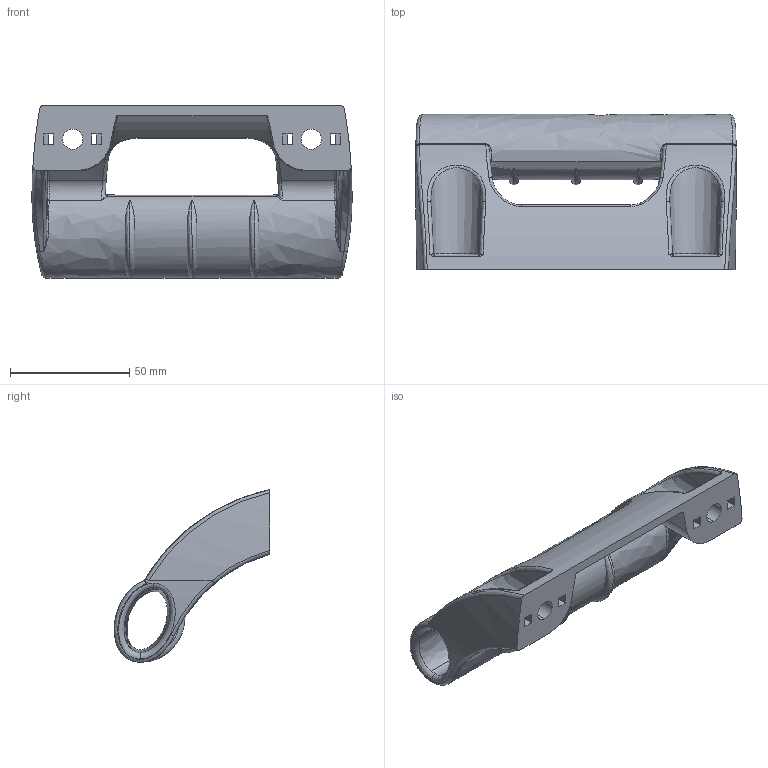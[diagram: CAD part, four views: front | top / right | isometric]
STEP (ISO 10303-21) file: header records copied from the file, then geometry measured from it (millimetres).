
FILE_DESCRIPTION (( 'STEP AP214' ), '1' );
FILE_NAME ('1.61.26135.STEP', '2024-10-09T17:09:57', ( '' ), ( '' ), 'SwSTEP 2.0', 'SolidWorks 2024', '' );
FILE_SCHEMA (( 'AUTOMOTIVE_DESIGN' ));
Length unit declared in the file: millimetre
Products named in the file (1): 1.61.26135
Bounding box: 134 x 65.18 x 72.21 mm (x, y, z)
Volume: 94384.3 mm3; surface area: 41909.7 mm2
Topology: 1 solids, 1 shells, 169 faces, 440 edges, 262 vertices
Faces by surface type: bspline 87, plane 41, cylinder 37, cone 2, torus 2
Entity records: 12662 total; most frequent: CARTESIAN_POINT 9284, ORIENTED_EDGE 860, DIRECTION 474, EDGE_CURVE 430, VERTEX_POINT 262, EDGE_LOOP 184, B_SPLINE_CURVE_WITH_KNOTS 183, AXIS2_PLACEMENT_3D 173
